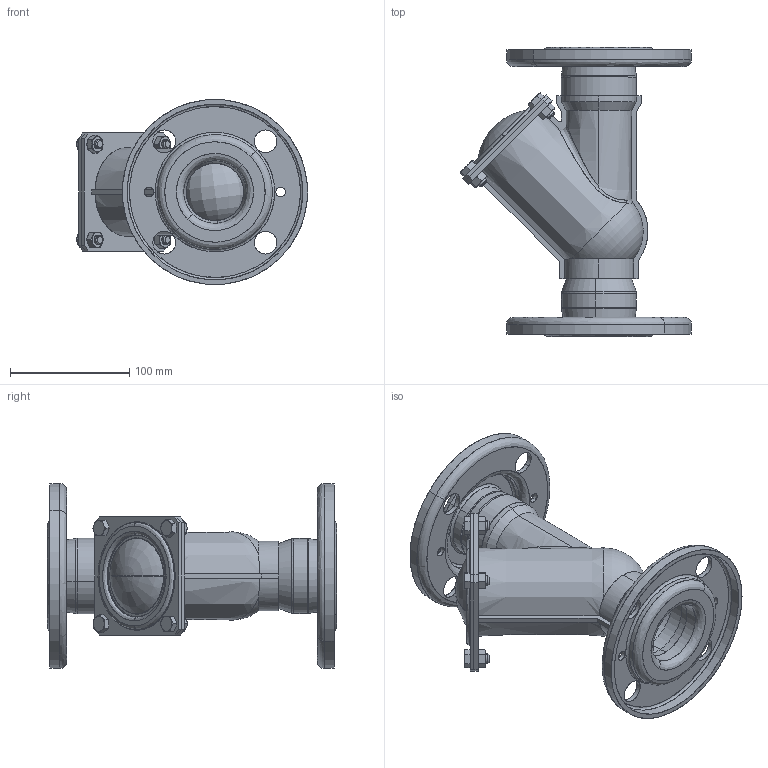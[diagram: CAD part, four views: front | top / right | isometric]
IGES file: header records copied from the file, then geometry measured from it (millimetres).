
Start section: SolidWorks IGES file using analytic representation for surfaces
Global section: file name: 06B2003.IGS; native system: SolidWorks 2016; preprocessor: SolidWorks 2016; author: rzanni; date: 211004.093922; units: millimetre
Bounding box: 193.41 x 242 x 155 mm (x, y, z)
Surface area: 287526 mm2 (no closed solid volume)
Topology: 0 solids, 0 shells, 469 faces, 8525 edges, 8522 vertices
Faces by surface type: revolution 258, bspline 211
